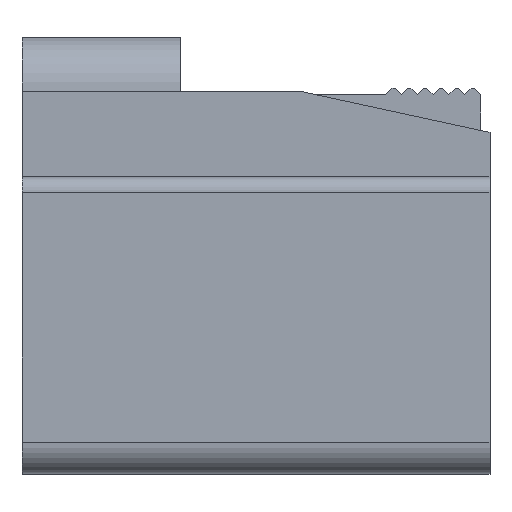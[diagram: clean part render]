
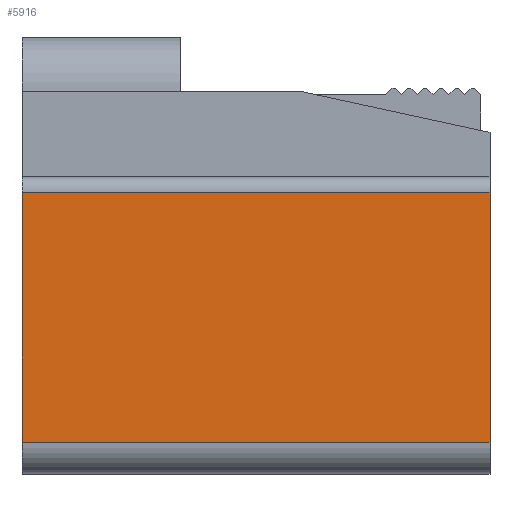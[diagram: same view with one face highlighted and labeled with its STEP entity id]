
A CAD part, top view. The second image highlights one B-rep face of the part: STEP entity #5916.
In plain terms, the highlighted planar face has unit normal (0, 0, 1).
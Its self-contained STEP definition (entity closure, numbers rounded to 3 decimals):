
#614=DIRECTION('',(-1.,0.,0.));
#615=VECTOR('',#614,14.8);
#616=CARTESIAN_POINT('',(14.8,4.2,4.7));
#617=LINE('',#616,#615);
#622=DIRECTION('',(0.,-1.,0.));
#623=VECTOR('',#622,7.9);
#624=CARTESIAN_POINT('',(14.8,4.2,4.7));
#625=LINE('',#624,#623);
#626=DIRECTION('',(0.,1.,0.));
#627=VECTOR('',#626,7.9);
#628=CARTESIAN_POINT('',(0.,-3.7,4.7));
#629=LINE('',#628,#627);
#634=DIRECTION('',(1.,0.,0.));
#635=VECTOR('',#634,14.8);
#636=CARTESIAN_POINT('',(0.,-3.7,4.7));
#637=LINE('',#636,#635);
#3848=CARTESIAN_POINT('',(14.8,-3.7,4.7));
#3849=VERTEX_POINT('',#3848);
#3850=CARTESIAN_POINT('',(14.8,4.2,4.7));
#3851=VERTEX_POINT('',#3850);
#4326=CARTESIAN_POINT('',(0.,-3.7,4.7));
#4327=VERTEX_POINT('',#4326);
#4328=CARTESIAN_POINT('',(0.,4.2,4.7));
#4329=VERTEX_POINT('',#4328);
#5903=CARTESIAN_POINT('',(7.4,0.25,4.7));
#5904=DIRECTION('',(0.,0.,1.));
#5905=DIRECTION('',(0.,1.,0.));
#5906=AXIS2_PLACEMENT_3D('',#5903,#5904,#5905);
#5907=PLANE('',#5906);
#5908=ORIENTED_EDGE('',*,*,#4821,.T.);
#5910=ORIENTED_EDGE('',*,*,#5909,.F.);
#5912=ORIENTED_EDGE('',*,*,#5911,.T.);
#5913=ORIENTED_EDGE('',*,*,#5888,.F.);
#5914=EDGE_LOOP('',(#5908,#5910,#5912,#5913));
#5915=FACE_OUTER_BOUND('',#5914,.F.);
#5916=ADVANCED_FACE('',(#5915),#5907,.T.);
#4821=EDGE_CURVE('',#3851,#3849,#625,.T.);
#5888=EDGE_CURVE('',#3851,#4329,#617,.T.);
#5909=EDGE_CURVE('',#4327,#3849,#637,.T.);
#5911=EDGE_CURVE('',#4327,#4329,#629,.T.);
